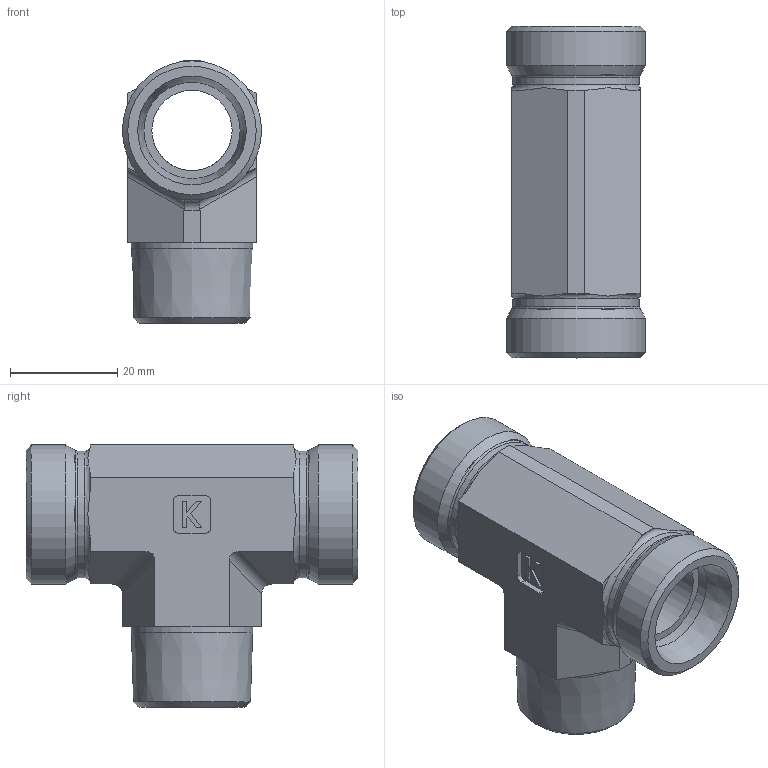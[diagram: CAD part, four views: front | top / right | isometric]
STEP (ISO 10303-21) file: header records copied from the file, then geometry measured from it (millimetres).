
FILE_DESCRIPTION((''),'2;1');
FILE_NAME('26002182226.stp','2014-08-22T14:39:16',(''),('KNOMI spol. s r. o.'),'Autodesk Inventor 2012','Autodesk Inventor 2012','');
FILE_SCHEMA(('AUTOMOTIVE_DESIGN { 1 2 10303 214 0 1 1 1 }'));
Length unit declared in the file: millimetre
Products named in the file (1): THCM2 18LMkuž M22K/M26
Bounding box: 26 x 62 x 49 mm (x, y, z)
Volume: 24769.7 mm3; surface area: 11629.8 mm2
Topology: 1 solids, 1 shells, 109 faces, 263 edges, 173 vertices
Faces by surface type: plane 77, cylinder 19, cone 9, torus 4
Full cylindrical faces by diameter (mm): 14 x1, 15 x1, 18 x2, 22.657 x1, 23.7 x2, 26 x2
Entity records: 3128 total; most frequent: CARTESIAN_POINT 685, DIRECTION 500, ORIENTED_EDGE 462, EDGE_CURVE 231, AXIS2_PLACEMENT_3D 184, VERTEX_POINT 163, EDGE_LOOP 152, VECTOR 132
